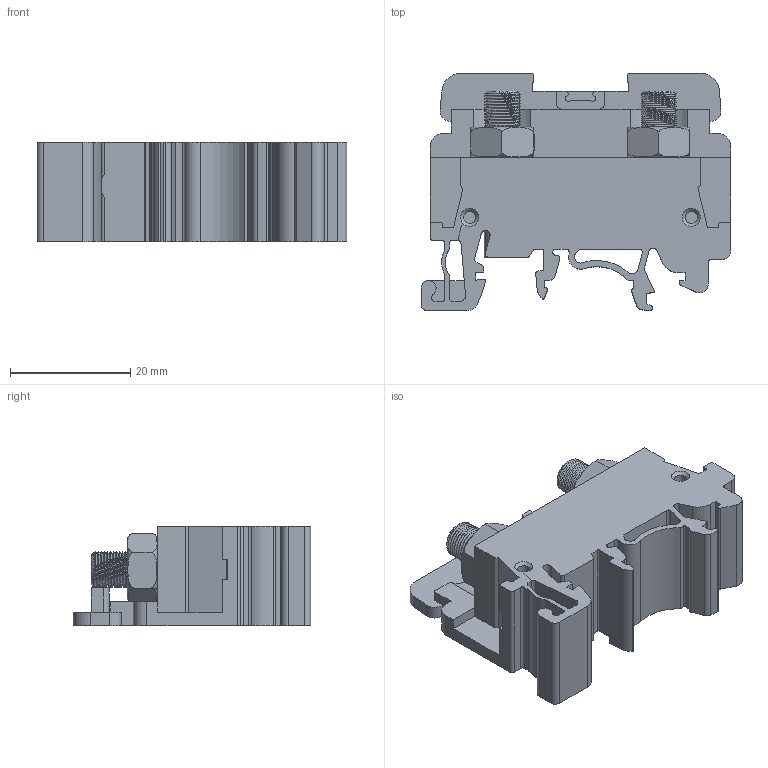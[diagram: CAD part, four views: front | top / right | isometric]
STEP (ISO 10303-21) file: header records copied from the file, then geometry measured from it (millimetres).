
FILE_DESCRIPTION( ( 'Unknown' ), '1' );
FILE_NAME( 'CSTSN6U.stp', 'Unknown', ( 'Unknown' ), ( 'Unknown' ), 'PSStep 14.0', 'Unknown', ' ' );
FILE_SCHEMA( ( 'AUTOMOTIVE_DESIGN { 1 0 10303 214 1 1 1 1 }' ) );
Length unit declared in the file: millimetre
Products named in the file (1):       F6
Bounding box: 51.5 x 39.5 x 16.5 mm (x, y, z)
Volume: 16466.7 mm3; surface area: 9779.6 mm2
Topology: 1 solids, 1 shells, 314 faces, 900 edges, 593 vertices
Faces by surface type: plane 169, cylinder 113, bspline 14, cone 7, torus 6, revolution 5
Full cylindrical faces by diameter (mm): 2 x2, 5.2 x1, 6.2 x1
Entity records: 25153 total; most frequent: CARTESIAN_POINT 13763, ORIENTED_EDGE 1746, DIRECTION 1594, EDGE_CURVE 873, VERTEX_POINT 580, LINE 551, VECTOR 551, PRESENTATION_STYLE_ASSIGNMENT 526
